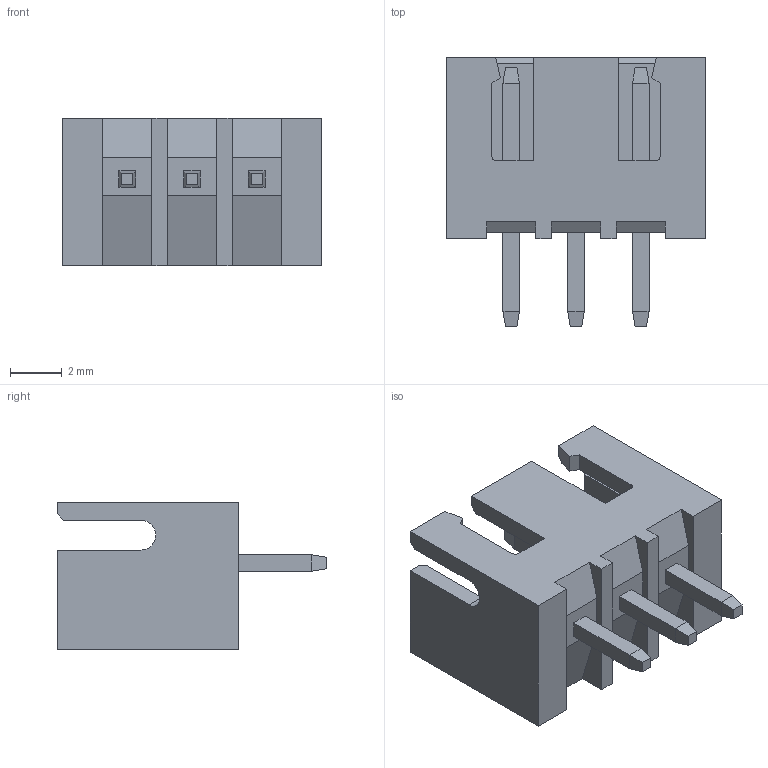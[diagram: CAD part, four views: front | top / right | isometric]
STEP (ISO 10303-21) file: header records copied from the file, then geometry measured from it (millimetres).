
FILE_DESCRIPTION((''),'2;1');
FILE_NAME('FWF25018-S02','2024-04-11T',('工程三'),(''),'PRO/ENGINEER BY PARAMETRIC TECHNOLOGY CORPORATION, 2010280','PRO/ENGINEER BY PARAMETRIC TECHNOLOGY CORPORATION, 2010280','');
FILE_SCHEMA(('CONFIG_CONTROL_DESIGN'));
Length unit declared in the file: millimetre
Products named in the file (1): FWF25018-S02
Bounding box: 10 x 10.4 x 5.7 mm (x, y, z)
Volume: 181.9 mm3; surface area: 518.2 mm2
Topology: 1 solids, 1 shells, 108 faces, 274 edges, 174 vertices
Faces by surface type: plane 104, cylinder 4
Entity records: 3196 total; most frequent: CARTESIAN_POINT 556, ORIENTED_EDGE 548, DIRECTION 498, EDGE_CURVE 274, VECTOR 266, LINE 266, VERTEX_POINT 174, AXIS2_PLACEMENT_3D 116
